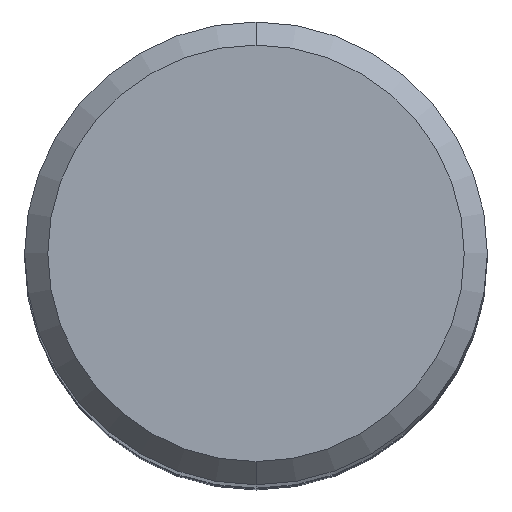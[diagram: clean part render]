
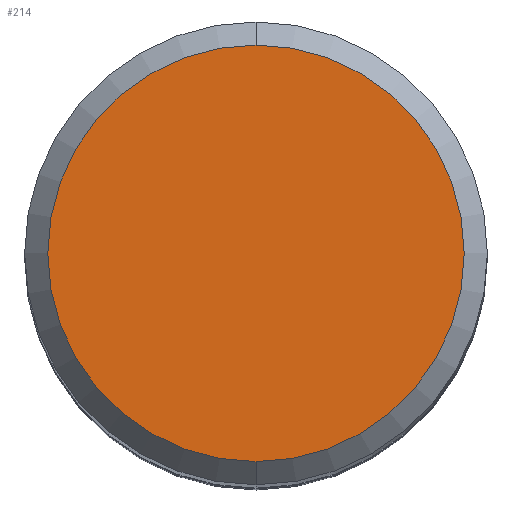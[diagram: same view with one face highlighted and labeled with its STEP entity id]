
A CAD part, top view. The second image highlights one B-rep face of the part: STEP entity #214.
In plain terms, the highlighted planar face has unit normal (0, 0, 1).
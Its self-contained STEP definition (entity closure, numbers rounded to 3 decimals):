
#202=EDGE_CURVE('',#362,#306,#533,.T.);
#214=ADVANCED_FACE('',(#546),#547,.T.);
#306=VERTEX_POINT('',#650);
#362=VERTEX_POINT('',#708);
#410=EDGE_CURVE('',#306,#362,#761,.T.);
#533=CIRCLE('',#893,5.4);
#546=FACE_OUTER_BOUND('',#918,.T.);
#547=PLANE('',#919);
#650=CARTESIAN_POINT('',(0.,-5.4,0.0));
#708=CARTESIAN_POINT('',(0.0,5.4,0.0));
#761=CIRCLE('',#1394,5.4);
#893=AXIS2_PLACEMENT_3D('',#1619,#1620,#1621);
#918=EDGE_LOOP('',(#1631,#1632));
#919=AXIS2_PLACEMENT_3D('',#1633,#1634,#1635);
#1394=AXIS2_PLACEMENT_3D('',#1844,#1845,#1846);
#1619=CARTESIAN_POINT('',(0.0,0.0,0.0));
#1620=DIRECTION('',(0.0,0.0,-1.0));
#1621=DIRECTION('',(0.0,1.0,0.0));
#1631=ORIENTED_EDGE('',*,*,#202,.F.);
#1632=ORIENTED_EDGE('',*,*,#410,.F.);
#1633=CARTESIAN_POINT('',(0.0,2.7,0.0));
#1634=DIRECTION('',(-0.0,0.0,1.0));
#1635=DIRECTION('',(0.0,-1.0,0.0));
#1844=CARTESIAN_POINT('',(0.0,0.0,0.0));
#1845=DIRECTION('',(0.0,0.0,-1.0));
#1846=DIRECTION('',(0.0,1.0,0.0));
